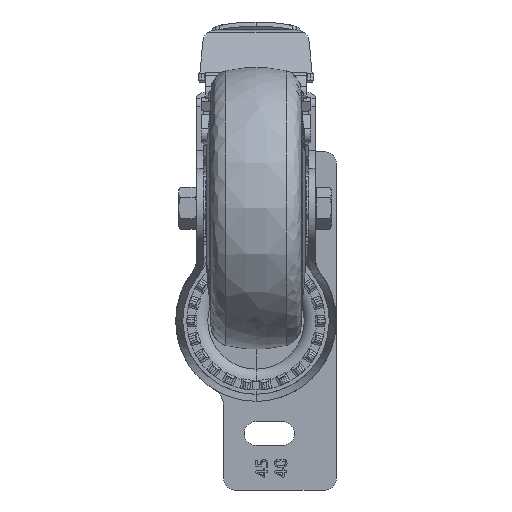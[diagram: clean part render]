
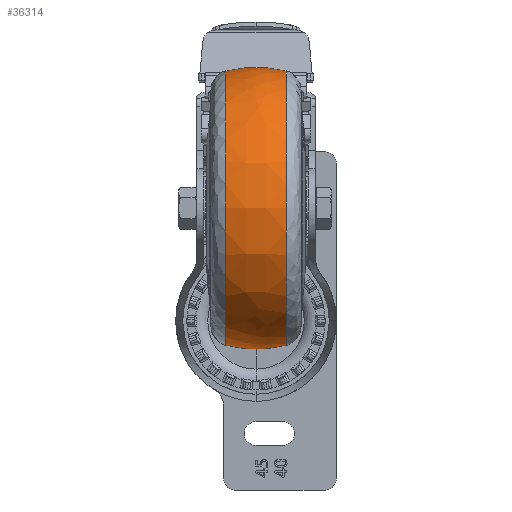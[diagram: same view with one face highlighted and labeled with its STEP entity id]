
A CAD part, front view. The second image highlights one B-rep face of the part: STEP entity #36314.
In plain terms, the highlighted free-form (B-spline) face has degree [3, 3] with [4, 4] control points.
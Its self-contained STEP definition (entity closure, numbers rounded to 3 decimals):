
#216 = DIRECTION ( 'NONE',  ( 0., 0., 1. ) ) ;
#345 = VERTEX_POINT ( 'NONE', #69518 ) ;
#2386 = CARTESIAN_POINT ( 'NONE',  ( 0., 0., -5. ) ) ;
#2763 = VERTEX_POINT ( 'NONE', #42100 ) ;
#4993 = CARTESIAN_POINT ( 'NONE',  ( -3.621, 0., 50.435 ) ) ;
#7508 = CIRCLE ( 'NONE', #34494, 48.72 ) ;
#7609 = CIRCLE ( 'NONE', #66861, 48.72 ) ;
#9626 = DIRECTION ( 'NONE',  ( 0., 0., -1. ) ) ;
#12212 = CARTESIAN_POINT ( 'NONE',  ( 3.621, -100.87, -50.435 ) ) ;
#15131 = EDGE_CURVE ( 'NONE', #2763, #345, #30371, .T. ) ;
#19415 = CARTESIAN_POINT ( 'NONE',  ( 3.621, 0., 50.435 ) ) ;
#20901 = CIRCLE ( 'NONE', #74733, 45. ) ;
#26582 = EDGE_LOOP ( 'NONE', ( #40855, #82210, #55012, #80164 ) ) ;
#26696 = CARTESIAN_POINT ( 'NONE',  ( 10.658, -97.439, -48.72 ) ) ;
#30371 = CIRCLE ( 'NONE', #72352, 45. ) ;
#31497 = VERTEX_POINT ( 'NONE', #72405 ) ;
#33622 = CARTESIAN_POINT ( 'NONE',  ( -10.658, -97.439, 48.72 ) ) ;
#33945 = CARTESIAN_POINT ( 'NONE',  ( 10.658, 0., 48.72 ) ) ;
#34494 = AXIS2_PLACEMENT_3D ( 'NONE', #37539, #88342, #44813 ) ;
#36314 = ADVANCED_FACE ( 'NONE', ( #50925 ), #39688, .T. ) ;
#36396 = CARTESIAN_POINT ( 'NONE',  ( 0., 0., 5. ) ) ;
#37539 = CARTESIAN_POINT ( 'NONE',  ( 10.658, 0., 0. ) ) ;
#39688 =( BOUNDED_SURFACE ( )  B_SPLINE_SURFACE ( 3, 3, ( 
 ( #47863, #77077, #33622, #84422 ),
 ( #40919, #91772, #48175, #4993 ),
 ( #55424, #12212, #62752, #19415 ),
 ( #70046, #26696, #77407, #33945 ) ),
 .UNSPECIFIED., .F., .F., .F. ) 
 B_SPLINE_SURFACE_WITH_KNOTS ( ( 4, 4 ),
 ( 4, 4 ),
 ( 0., 1. ),
 ( 0., 1. ),
 .UNSPECIFIED. ) 
 GEOMETRIC_REPRESENTATION_ITEM ( )  RATIONAL_B_SPLINE_SURFACE ( (
 ( 1., 0.333, 0.333, 1.),
 ( 0.981, 0.327, 0.327, 0.981),
 ( 0.981, 0.327, 0.327, 0.981),
 ( 1., 0.333, 0.333, 1.) ) ) 
 REPRESENTATION_ITEM ( '' )  SURFACE ( )  );
#40495 = VERTEX_POINT ( 'NONE', #66238 ) ;
#40855 = ORIENTED_EDGE ( 'NONE', *, *, #88015, .T. ) ;
#40919 = CARTESIAN_POINT ( 'NONE',  ( -3.621, 0., -50.435 ) ) ;
#42100 = CARTESIAN_POINT ( 'NONE',  ( -10.658, 0., -48.72 ) ) ;
#43390 = DIRECTION ( 'NONE',  ( 1., 0., 0. ) ) ;
#43692 = DIRECTION ( 'NONE',  ( 0., 0., 1. ) ) ;
#44165 = EDGE_CURVE ( 'NONE', #40495, #31497, #20901, .T. ) ;
#44813 = DIRECTION ( 'NONE',  ( 0., 0., 1. ) ) ;
#47863 = CARTESIAN_POINT ( 'NONE',  ( -10.658, 0., -48.72 ) ) ;
#48175 = CARTESIAN_POINT ( 'NONE',  ( -3.621, -100.87, 50.435 ) ) ;
#50925 = FACE_OUTER_BOUND ( 'NONE', #26582, .T. ) ;
#52780 = DIRECTION ( 'NONE',  ( 0., -1., 0. ) ) ;
#55012 = ORIENTED_EDGE ( 'NONE', *, *, #92903, .T. ) ;
#55424 = CARTESIAN_POINT ( 'NONE',  ( 3.621, 0., -50.435 ) ) ;
#62752 = CARTESIAN_POINT ( 'NONE',  ( 3.621, -100.87, 50.435 ) ) ;
#66238 = CARTESIAN_POINT ( 'NONE',  ( -10.658, 0., 48.72 ) ) ;
#66861 = AXIS2_PLACEMENT_3D ( 'NONE', #86908, #43390, #216 ) ;
#69518 = CARTESIAN_POINT ( 'NONE',  ( 10.658, 0., -48.72 ) ) ;
#70046 = CARTESIAN_POINT ( 'NONE',  ( 10.658, 0., -48.72 ) ) ;
#72352 = AXIS2_PLACEMENT_3D ( 'NONE', #2386, #52780, #9626 ) ;
#72405 = CARTESIAN_POINT ( 'NONE',  ( 10.658, 0., 48.72 ) ) ;
#74733 = AXIS2_PLACEMENT_3D ( 'NONE', #36396, #87224, #43692 ) ;
#77077 = CARTESIAN_POINT ( 'NONE',  ( -10.658, -97.439, -48.72 ) ) ;
#77407 = CARTESIAN_POINT ( 'NONE',  ( 10.658, -97.439, 48.72 ) ) ;
#80164 = ORIENTED_EDGE ( 'NONE', *, *, #44165, .F. ) ;
#82210 = ORIENTED_EDGE ( 'NONE', *, *, #15131, .T. ) ;
#84422 = CARTESIAN_POINT ( 'NONE',  ( -10.658, 0., 48.72 ) ) ;
#86908 = CARTESIAN_POINT ( 'NONE',  ( -10.658, 0., 0. ) ) ;
#87224 = DIRECTION ( 'NONE',  ( 0., 1., 0. ) ) ;
#88015 = EDGE_CURVE ( 'NONE', #40495, #2763, #7609, .T. ) ;
#88342 = DIRECTION ( 'NONE',  ( -1., 0., 0. ) ) ;
#91772 = CARTESIAN_POINT ( 'NONE',  ( -3.621, -100.87, -50.435 ) ) ;
#92903 = EDGE_CURVE ( 'NONE', #345, #31497, #7508, .T. ) ;
